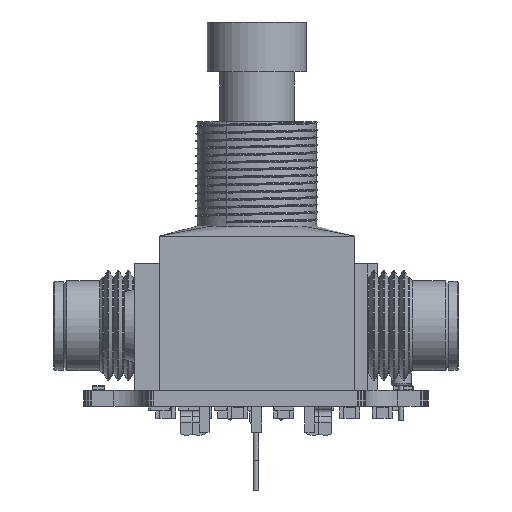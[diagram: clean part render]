
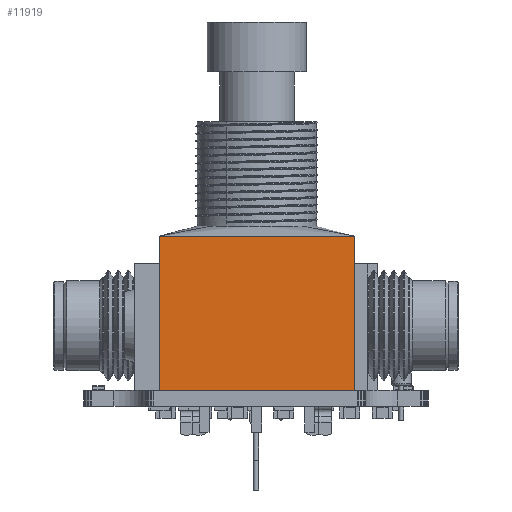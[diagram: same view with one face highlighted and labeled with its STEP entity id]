
A CAD part, front view. The second image highlights one B-rep face of the part: STEP entity #11919.
In plain terms, the highlighted face is planar.
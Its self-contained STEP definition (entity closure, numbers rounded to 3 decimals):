
#5863 = VERTEX_POINT('',#5864);
#5864 = CARTESIAN_POINT('',(-9.8,8.5,-1.2));
#5870 = EDGE_CURVE('',#5871,#5863,#5873,.T.);
#5871 = VERTEX_POINT('',#5872);
#5872 = CARTESIAN_POINT('',(9.8,8.5,-1.2));
#5873 = LINE('',#5874,#5875);
#5874 = CARTESIAN_POINT('',(9.8,8.5,-1.2));
#5875 = VECTOR('',#5876,1.);
#5876 = DIRECTION('',(-1.,0.,0.));
#11710 = VERTEX_POINT('',#11711);
#11711 = CARTESIAN_POINT('',(-9.8,8.5,15.5));
#11757 = VERTEX_POINT('',#11758);
#11758 = CARTESIAN_POINT('',(9.8,8.5,15.5));
#11764 = EDGE_CURVE('',#11757,#11710,#11765,.T.);
#11765 = LINE('',#11766,#11767);
#11766 = CARTESIAN_POINT('',(9.8,8.5,15.5));
#11767 = VECTOR('',#11768,1.);
#11768 = DIRECTION('',(-1.,0.,0.));
#11908 = EDGE_CURVE('',#5863,#11710,#11909,.T.);
#11909 = LINE('',#11910,#11911);
#11910 = CARTESIAN_POINT('',(-9.8,8.5,-1.2));
#11911 = VECTOR('',#11912,1.);
#11912 = DIRECTION('',(0.,0.,1.));
#11919 = ADVANCED_FACE('',(#11920),#11931,.T.);
#11920 = FACE_BOUND('',#11921,.T.);
#11921 = EDGE_LOOP('',(#11922,#11923,#11924,#11930));
#11922 = ORIENTED_EDGE('',*,*,#11908,.T.);
#11923 = ORIENTED_EDGE('',*,*,#11764,.F.);
#11924 = ORIENTED_EDGE('',*,*,#11925,.F.);
#11925 = EDGE_CURVE('',#5871,#11757,#11926,.T.);
#11926 = LINE('',#11927,#11928);
#11927 = CARTESIAN_POINT('',(9.8,8.5,-1.2));
#11928 = VECTOR('',#11929,1.);
#11929 = DIRECTION('',(0.,0.,1.));
#11930 = ORIENTED_EDGE('',*,*,#5870,.T.);
#11931 = PLANE('',#11932);
#11932 = AXIS2_PLACEMENT_3D('',#11933,#11934,#11935);
#11933 = CARTESIAN_POINT('',(9.8,8.5,-1.2));
#11934 = DIRECTION('',(0.,1.,0.));
#11935 = DIRECTION('',(-1.,0.,0.));
